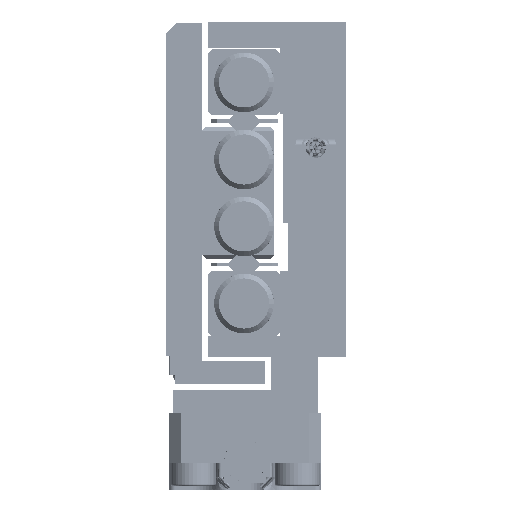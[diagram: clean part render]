
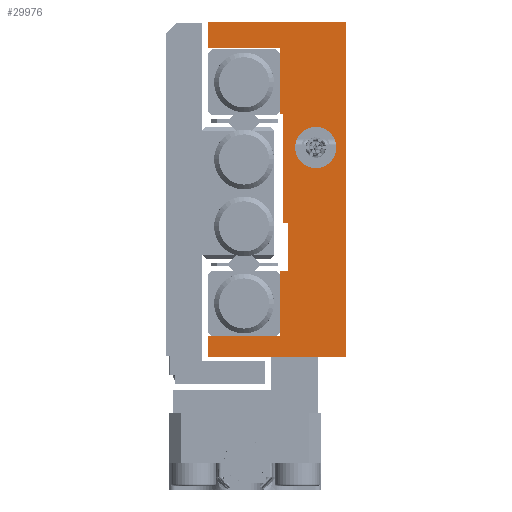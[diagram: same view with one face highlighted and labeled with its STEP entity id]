
A CAD part, left-side view. The second image highlights one B-rep face of the part: STEP entity #29976.
In plain terms, the highlighted planar face has unit normal (-1, 0, 0).
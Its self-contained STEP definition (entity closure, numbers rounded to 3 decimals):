
#1372 = LINE ( 'NONE', #58466, #43382 ) ;
#1453 = LINE ( 'NONE', #39209, #33864 ) ;
#1864 = DIRECTION ( 'NONE',  ( 0., -1., 0. ) ) ;
#2089 = VERTEX_POINT ( 'NONE', #64886 ) ;
#2320 = ORIENTED_EDGE ( 'NONE', *, *, #20116, .T. ) ;
#2418 = ORIENTED_EDGE ( 'NONE', *, *, #32563, .F. ) ;
#2765 = LINE ( 'NONE', #15866, #25203 ) ;
#3139 = CARTESIAN_POINT ( 'NONE',  ( -75., 5.5, 11.8 ) ) ;
#8032 = ORIENTED_EDGE ( 'NONE', *, *, #9233, .F. ) ;
#8321 = ORIENTED_EDGE ( 'NONE', *, *, #25090, .F. ) ;
#9224 = ORIENTED_EDGE ( 'NONE', *, *, #58324, .T. ) ;
#9233 = EDGE_CURVE ( 'NONE', #33666, #2089, #76468, .T. ) ;
#9273 = AXIS2_PLACEMENT_3D ( 'NONE', #17165, #36446, #61547 ) ;
#9356 = CARTESIAN_POINT ( 'NONE',  ( -75., 2.5, 5.227 ) ) ;
#10342 = LINE ( 'NONE', #54313, #57641 ) ;
#10385 = LINE ( 'NONE', #17762, #44999 ) ;
#10771 = CARTESIAN_POINT ( 'NONE',  ( -75., 5.5, -6.8 ) ) ;
#11417 = CARTESIAN_POINT ( 'NONE',  ( -75., 5.2, -2.8 ) ) ;
#12235 = CARTESIAN_POINT ( 'NONE',  ( -75., 11.5, -12.3 ) ) ;
#12511 = VECTOR ( 'NONE', #68693, 1000. ) ;
#12983 = VERTEX_POINT ( 'NONE', #37265 ) ;
#13212 = CARTESIAN_POINT ( 'NONE',  ( -75., 11.5, 11.8 ) ) ;
#13427 = EDGE_CURVE ( 'NONE', #34207, #67208, #26420, .T. ) ;
#14823 = EDGE_LOOP ( 'NONE', ( #8032, #2418, #50004, #2320, #54119, #76402, #26329, #8321, #9224, #43368, #35688, #74828, #26401, #33196 ) ) ;
#15266 = CARTESIAN_POINT ( 'NONE',  ( -75., 4.8, -6.8 ) ) ;
#15591 = CARTESIAN_POINT ( 'NONE',  ( -75., 5.2, 6.3 ) ) ;
#15866 = CARTESIAN_POINT ( 'NONE',  ( -75., 0., -14. ) ) ;
#16129 = DIRECTION ( 'NONE',  ( 0., 0., 1. ) ) ;
#16401 = DIRECTION ( 'NONE',  ( 0., 0., 1. ) ) ;
#16540 = DIRECTION ( 'NONE',  ( -1., 0., 0. ) ) ;
#16637 = LINE ( 'NONE', #3139, #66767 ) ;
#16892 = VERTEX_POINT ( 'NONE', #13212 ) ;
#17165 = CARTESIAN_POINT ( 'NONE',  ( -75., 2.5, 3.5 ) ) ;
#17762 = CARTESIAN_POINT ( 'NONE',  ( -75., 11.5, -14. ) ) ;
#18070 = VERTEX_POINT ( 'NONE', #9356 ) ;
#18194 = LINE ( 'NONE', #29692, #64497 ) ;
#18975 = CARTESIAN_POINT ( 'NONE',  ( -75., 5.5, 14. ) ) ;
#19355 = ORIENTED_EDGE ( 'NONE', *, *, #54053, .F. ) ;
#20079 = VECTOR ( 'NONE', #79209, 1000. ) ;
#20116 = EDGE_CURVE ( 'NONE', #69725, #69553, #43586, .T. ) ;
#20816 = DIRECTION ( 'NONE',  ( 0., 0., 1. ) ) ;
#21188 = CARTESIAN_POINT ( 'NONE',  ( -75., 2.5, 1.773 ) ) ;
#23066 = DIRECTION ( 'NONE',  ( 0., 0., -1. ) ) ;
#24552 = CARTESIAN_POINT ( 'NONE',  ( -75., 5.5, -14. ) ) ;
#25090 = EDGE_CURVE ( 'NONE', #30609, #51287, #68295, .T. ) ;
#25203 = VECTOR ( 'NONE', #20816, 1000. ) ;
#25588 = VERTEX_POINT ( 'NONE', #40256 ) ;
#26329 = ORIENTED_EDGE ( 'NONE', *, *, #72982, .T. ) ;
#26401 = ORIENTED_EDGE ( 'NONE', *, *, #59252, .F. ) ;
#26420 = LINE ( 'NONE', #71611, #65306 ) ;
#26841 = DIRECTION ( 'NONE',  ( 0., 1., 0. ) ) ;
#26940 = CARTESIAN_POINT ( 'NONE',  ( -75., 5.5, -14. ) ) ;
#28948 = DIRECTION ( 'NONE',  ( 0., -1., 0. ) ) ;
#29237 = VECTOR ( 'NONE', #32532, 1000. ) ;
#29692 = CARTESIAN_POINT ( 'NONE',  ( -75., 4.8, -2.8 ) ) ;
#29976 = ADVANCED_FACE ( 'NONE', ( #44949, #56488 ), #39186, .F. ) ;
#30609 = VERTEX_POINT ( 'NONE', #71761 ) ;
#30858 = DIRECTION ( 'NONE',  ( 0., 1., 0. ) ) ;
#32532 = DIRECTION ( 'NONE',  ( 0., 0., 1. ) ) ;
#32563 = EDGE_CURVE ( 'NONE', #44075, #33666, #1453, .T. ) ;
#32996 = CARTESIAN_POINT ( 'NONE',  ( -75., 2.5, 3.5 ) ) ;
#33196 = ORIENTED_EDGE ( 'NONE', *, *, #71814, .F. ) ;
#33666 = VERTEX_POINT ( 'NONE', #35204 ) ;
#33864 = VECTOR ( 'NONE', #1864, 1000. ) ;
#34207 = VERTEX_POINT ( 'NONE', #54437 ) ;
#35204 = CARTESIAN_POINT ( 'NONE',  ( -75., 4.8, -6.8 ) ) ;
#35577 = EDGE_CURVE ( 'NONE', #16892, #12983, #16637, .T. ) ;
#35688 = ORIENTED_EDGE ( 'NONE', *, *, #60330, .F. ) ;
#36446 = DIRECTION ( 'NONE',  ( -1., 0., 0. ) ) ;
#37265 = CARTESIAN_POINT ( 'NONE',  ( -75., 5.5, 11.8 ) ) ;
#39186 = PLANE ( 'NONE',  #59901 ) ;
#39209 = CARTESIAN_POINT ( 'NONE',  ( -75., 5.5, -6.8 ) ) ;
#39279 = CARTESIAN_POINT ( 'NONE',  ( -75., 5.5, -12.3 ) ) ;
#39511 = CARTESIAN_POINT ( 'NONE',  ( -75., 11.5, -14. ) ) ;
#40256 = CARTESIAN_POINT ( 'NONE',  ( -75., 0., -14. ) ) ;
#40480 = EDGE_CURVE ( 'NONE', #69553, #56980, #10385, .T. ) ;
#40486 = LINE ( 'NONE', #26940, #59569 ) ;
#41570 = EDGE_CURVE ( 'NONE', #56980, #25588, #40486, .T. ) ;
#42043 = CIRCLE ( 'NONE', #9273, 1.727 ) ;
#42093 = CARTESIAN_POINT ( 'NONE',  ( -75., 0., 14. ) ) ;
#42817 = DIRECTION ( 'NONE',  ( 0., 0., -1. ) ) ;
#43368 = ORIENTED_EDGE ( 'NONE', *, *, #35577, .T. ) ;
#43382 = VECTOR ( 'NONE', #58053, 1000. ) ;
#43586 = LINE ( 'NONE', #80128, #64769 ) ;
#44075 = VERTEX_POINT ( 'NONE', #10771 ) ;
#44949 = FACE_BOUND ( 'NONE', #74126, .T. ) ;
#44999 = VECTOR ( 'NONE', #42817, 1000. ) ;
#48025 = LINE ( 'NONE', #24552, #20079 ) ;
#50004 = ORIENTED_EDGE ( 'NONE', *, *, #73797, .F. ) ;
#50619 = CARTESIAN_POINT ( 'NONE',  ( -75., 5.5, 6.3 ) ) ;
#51287 = VERTEX_POINT ( 'NONE', #42093 ) ;
#52475 = CIRCLE ( 'NONE', #61630, 1.727 ) ;
#54041 = VERTEX_POINT ( 'NONE', #11417 ) ;
#54053 = EDGE_CURVE ( 'NONE', #67615, #18070, #42043, .T. ) ;
#54119 = ORIENTED_EDGE ( 'NONE', *, *, #40480, .T. ) ;
#54204 = LINE ( 'NONE', #15591, #70817 ) ;
#54313 = CARTESIAN_POINT ( 'NONE',  ( -75., 11.5, 14. ) ) ;
#54437 = CARTESIAN_POINT ( 'NONE',  ( -75., 5.2, 6.3 ) ) ;
#56488 = FACE_OUTER_BOUND ( 'NONE', #14823, .T. ) ;
#56894 = DIRECTION ( 'NONE',  ( 1., 0., 0. ) ) ;
#56980 = VERTEX_POINT ( 'NONE', #39511 ) ;
#57307 = DIRECTION ( 'NONE',  ( 0., 1., 0. ) ) ;
#57641 = VECTOR ( 'NONE', #23066, 1000. ) ;
#58053 = DIRECTION ( 'NONE',  ( 0., 0., 1. ) ) ;
#58324 = EDGE_CURVE ( 'NONE', #30609, #16892, #10342, .T. ) ;
#58466 = CARTESIAN_POINT ( 'NONE',  ( -75., 5.5, -14. ) ) ;
#59252 = EDGE_CURVE ( 'NONE', #54041, #34207, #54204, .T. ) ;
#59569 = VECTOR ( 'NONE', #77864, 1000. ) ;
#59901 = AXIS2_PLACEMENT_3D ( 'NONE', #70012, #56894, #57307 ) ;
#60330 = EDGE_CURVE ( 'NONE', #67208, #12983, #1372, .T. ) ;
#60942 = DIRECTION ( 'NONE',  ( 0., 1., 0. ) ) ;
#61547 = DIRECTION ( 'NONE',  ( 0., 0., 1. ) ) ;
#61630 = AXIS2_PLACEMENT_3D ( 'NONE', #32996, #16540, #16129 ) ;
#64497 = VECTOR ( 'NONE', #60942, 1000. ) ;
#64769 = VECTOR ( 'NONE', #30858, 1000. ) ;
#64886 = CARTESIAN_POINT ( 'NONE',  ( -75., 4.8, -2.8 ) ) ;
#65306 = VECTOR ( 'NONE', #26841, 1000. ) ;
#66003 = ORIENTED_EDGE ( 'NONE', *, *, #66907, .F. ) ;
#66767 = VECTOR ( 'NONE', #28948, 1000. ) ;
#66907 = EDGE_CURVE ( 'NONE', #18070, #67615, #52475, .T. ) ;
#67208 = VERTEX_POINT ( 'NONE', #50619 ) ;
#67615 = VERTEX_POINT ( 'NONE', #21188 ) ;
#68295 = LINE ( 'NONE', #18975, #12511 ) ;
#68693 = DIRECTION ( 'NONE',  ( 0., -1., 0. ) ) ;
#69553 = VERTEX_POINT ( 'NONE', #12235 ) ;
#69725 = VERTEX_POINT ( 'NONE', #39279 ) ;
#70012 = CARTESIAN_POINT ( 'NONE',  ( -75., 5.5, -14. ) ) ;
#70817 = VECTOR ( 'NONE', #16401, 1000. ) ;
#71611 = CARTESIAN_POINT ( 'NONE',  ( -75., 5.5, 6.3 ) ) ;
#71761 = CARTESIAN_POINT ( 'NONE',  ( -75., 11.5, 14. ) ) ;
#71814 = EDGE_CURVE ( 'NONE', #2089, #54041, #18194, .T. ) ;
#72982 = EDGE_CURVE ( 'NONE', #25588, #51287, #2765, .T. ) ;
#73797 = EDGE_CURVE ( 'NONE', #69725, #44075, #48025, .T. ) ;
#74126 = EDGE_LOOP ( 'NONE', ( #66003, #19355 ) ) ;
#74828 = ORIENTED_EDGE ( 'NONE', *, *, #13427, .F. ) ;
#76402 = ORIENTED_EDGE ( 'NONE', *, *, #41570, .T. ) ;
#76468 = LINE ( 'NONE', #15266, #29237 ) ;
#77864 = DIRECTION ( 'NONE',  ( 0., -1., 0. ) ) ;
#79209 = DIRECTION ( 'NONE',  ( 0., 0., 1. ) ) ;
#80128 = CARTESIAN_POINT ( 'NONE',  ( -75., 5.5, -12.3 ) ) ;
